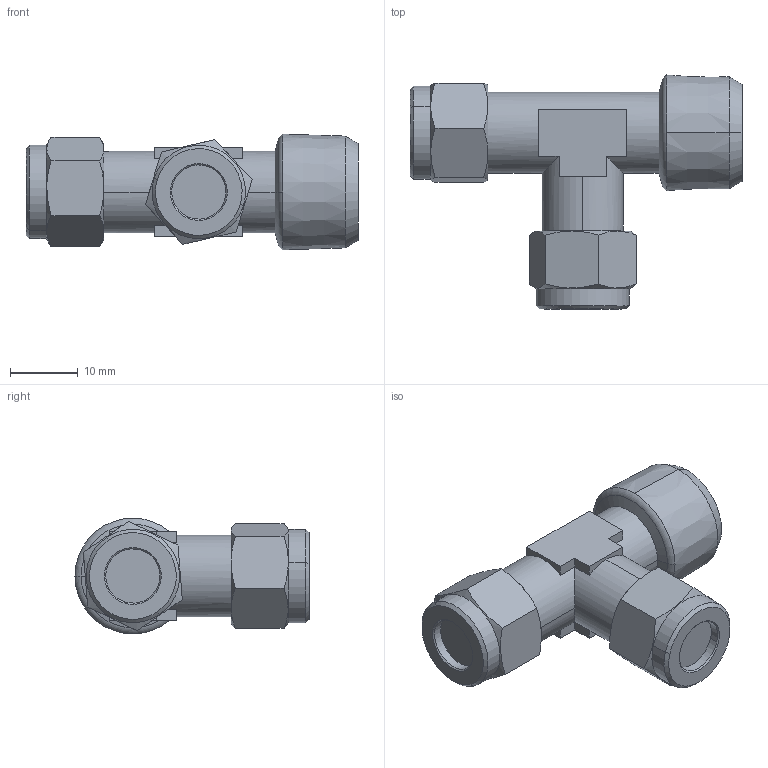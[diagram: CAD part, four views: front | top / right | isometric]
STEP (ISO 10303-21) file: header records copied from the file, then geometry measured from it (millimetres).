
FILE_DESCRIPTION (( 'STEP AP214' ), '1' );
FILE_NAME ('1023000006.step', '2013-02-25T17:12:26', ( '' ), ( '' ), 'SwSTEP 2.0', 'SolidWorks 2012', '' );
FILE_SCHEMA (( 'AUTOMOTIVE_DESIGN' ));
Length unit declared in the file: millimetre
Products named in the file (1): 1023000006
Bounding box: 49 x 34.54 x 17.08 mm (x, y, z)
Volume: 10231.8 mm3; surface area: 3806 mm2
Topology: 1 solids, 1 shells, 88 faces, 209 edges, 128 vertices
Faces by surface type: plane 38, cone 34, cylinder 14, torus 2
Entity records: 2733 total; most frequent: CARTESIAN_POINT 702, ORIENTED_EDGE 418, DIRECTION 417, EDGE_CURVE 209, AXIS2_PLACEMENT_3D 163, VERTEX_POINT 128, EDGE_LOOP 93, LINE 91
